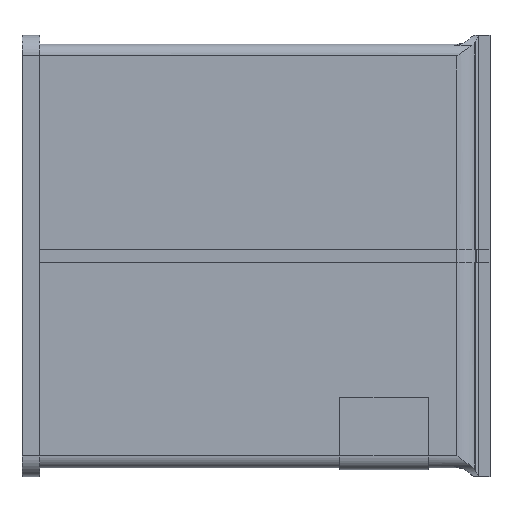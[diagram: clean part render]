
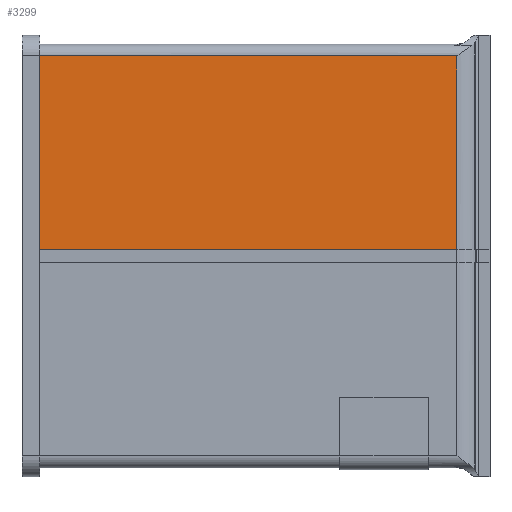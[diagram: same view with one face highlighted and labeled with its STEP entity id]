
A CAD part, top view. The second image highlights one B-rep face of the part: STEP entity #3299.
In plain terms, the highlighted planar face has unit normal (0, 0, 1).
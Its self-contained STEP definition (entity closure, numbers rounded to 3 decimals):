
#3 = VERTEX_POINT ( 'NONE', #1647 ) ;
#129 = CARTESIAN_POINT ( 'NONE',  ( 492.407, 7.5, 15. ) ) ;
#177 = EDGE_LOOP ( 'NONE', ( #2594, #2349, #1619, #3278 ) ) ;
#229 = DIRECTION ( 'NONE',  ( 0., 0., -1. ) ) ;
#300 = VERTEX_POINT ( 'NONE', #3042 ) ;
#346 = VERTEX_POINT ( 'NONE', #2782 ) ;
#387 = CARTESIAN_POINT ( 'NONE',  ( 0., 7.5, 15. ) ) ;
#500 = VECTOR ( 'NONE', #1485, 1000. ) ;
#533 = DIRECTION ( 'NONE',  ( 0., 1., 0. ) ) ;
#544 = VECTOR ( 'NONE', #2768, 1000. ) ;
#874 = VERTEX_POINT ( 'NONE', #129 ) ;
#1087 = EDGE_CURVE ( 'NONE', #3, #300, #3252, .T. ) ;
#1127 = LINE ( 'NONE', #2156, #2457 ) ;
#1239 = EDGE_CURVE ( 'NONE', #346, #300, #2787, .T. ) ;
#1485 = DIRECTION ( 'NONE',  ( -1., 0., 0. ) ) ;
#1602 = FACE_OUTER_BOUND ( 'NONE', #177, .T. ) ;
#1619 = ORIENTED_EDGE ( 'NONE', *, *, #2359, .T. ) ;
#1620 = DIRECTION ( 'NONE',  ( -1., 0., 0. ) ) ;
#1647 = CARTESIAN_POINT ( 'NONE',  ( 20., 7.5, 15. ) ) ;
#1849 = CARTESIAN_POINT ( 'NONE',  ( 20., 7.5, 15. ) ) ;
#1858 = CARTESIAN_POINT ( 'NONE',  ( 505., 300., 15. ) ) ;
#2037 = AXIS2_PLACEMENT_3D ( 'NONE', #1858, #229, #1620 ) ;
#2039 = VECTOR ( 'NONE', #3518, 1000. ) ;
#2156 = CARTESIAN_POINT ( 'NONE',  ( 492.407, 300., 15. ) ) ;
#2349 = ORIENTED_EDGE ( 'NONE', *, *, #2750, .F. ) ;
#2359 = EDGE_CURVE ( 'NONE', #874, #346, #1127, .T. ) ;
#2451 = CARTESIAN_POINT ( 'NONE',  ( 530.001, 226.5, 15. ) ) ;
#2457 = VECTOR ( 'NONE', #533, 1000. ) ;
#2594 = ORIENTED_EDGE ( 'NONE', *, *, #1087, .F. ) ;
#2704 = PLANE ( 'NONE',  #2037 ) ;
#2750 = EDGE_CURVE ( 'NONE', #874, #3, #3409, .T. ) ;
#2768 = DIRECTION ( 'NONE',  ( -1., 0., 0. ) ) ;
#2782 = CARTESIAN_POINT ( 'NONE',  ( 492.407, 226.5, 15. ) ) ;
#2787 = LINE ( 'NONE', #2451, #544 ) ;
#3042 = CARTESIAN_POINT ( 'NONE',  ( 20., 226.5, 15. ) ) ;
#3252 = LINE ( 'NONE', #1849, #2039 ) ;
#3278 = ORIENTED_EDGE ( 'NONE', *, *, #1239, .T. ) ;
#3299 = ADVANCED_FACE ( 'NONE', ( #1602 ), #2704, .F. ) ;
#3409 = LINE ( 'NONE', #387, #500 ) ;
#3518 = DIRECTION ( 'NONE',  ( 0., 1., 0. ) ) ;
